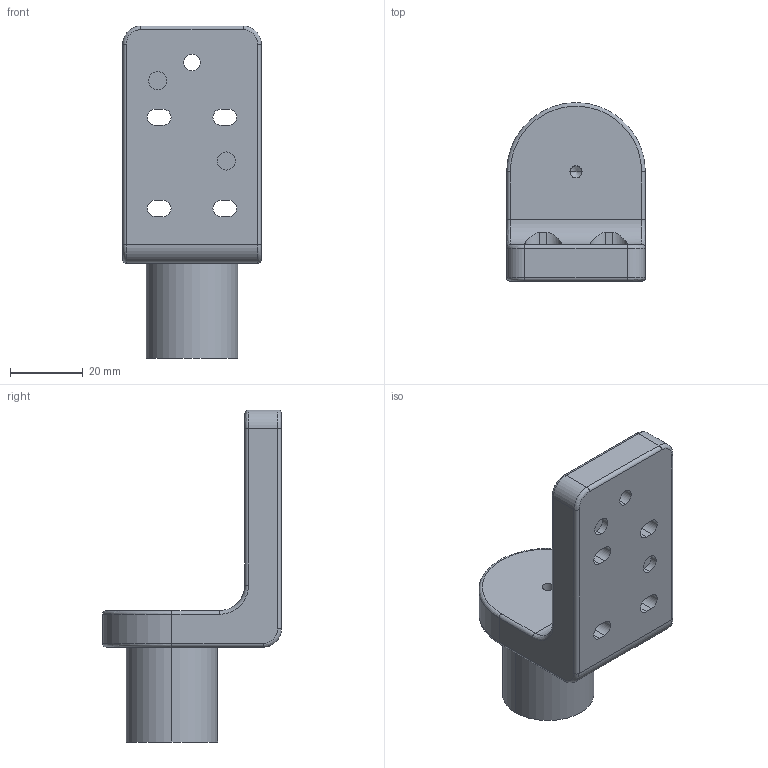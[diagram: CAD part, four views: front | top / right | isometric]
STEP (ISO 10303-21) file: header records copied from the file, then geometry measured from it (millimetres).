
FILE_DESCRIPTION (( 'STEP AP203' ), '1' );
FILE_NAME ('MS001-A.02.004JS.1.1MS001-A珆尨ん盓殤蛌諉璃.step', '2021-08-27T10:46:04', ( 'Windows User' ), ( 'P R C' ), 'SwSTEP 2.0', 'SolidWorks 2016', '' );
FILE_SCHEMA (( 'CONFIG_CONTROL_DESIGN' ));
Length unit declared in the file: millimetre
Products named in the file (1): MS001-A.02.004JS.1.1MS001-A珆尨ん盓殤蛌諉璃
Bounding box: 38 x 49.01 x 91 mm (x, y, z)
Volume: 47794.8 mm3; surface area: 13398.6 mm2
Topology: 1 solids, 1 shells, 98 faces, 242 edges, 148 vertices
Faces by surface type: cylinder 49, plane 31, bspline 10, cone 8
Entity records: 3410 total; most frequent: CARTESIAN_POINT 1022, DIRECTION 496, ORIENTED_EDGE 468, EDGE_CURVE 234, AXIS2_PLACEMENT_3D 187, VERTEX_POINT 148, LINE 122, VECTOR 122
